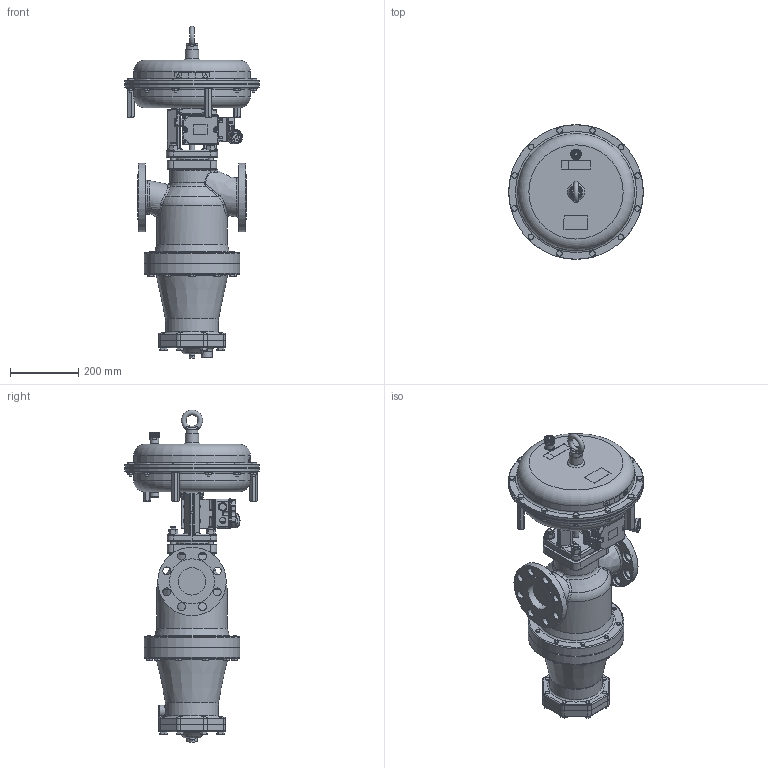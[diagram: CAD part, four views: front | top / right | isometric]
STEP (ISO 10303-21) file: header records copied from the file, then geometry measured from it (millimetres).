
FILE_DESCRIPTION(/* description */ (''),/* implementation_level */ '2;1');
FILE_NAME(/* name */ 'rcv20-080-jis20-00.stp',/* time_stamp */ '2025-01-15T12:56:35+09:00',/* author */ ('shibuya'),/* organization */ (''),/* preprocessor_version */ 'ST-DEVELOPER v18.1',/* originating_system */ 'Autodesk Inventor 2022',/* authorisation */ '');
FILE_SCHEMA (('AUTOMOTIVE_DESIGN { 1 0 10303 214 3 1 1 }'));
Products named in the file (1): 80A-CV-COS20_JIS20K_4004_Fix
Bounding box: 393.99 x 393.99 x 970.4 mm (x, y, z)
Volume: 33508691.5 mm3; surface area: 1412391.8 mm2
Topology: 1 solids, 1 shells, 3642 faces, 9065 edges, 5667 vertices
Faces by surface type: plane 1400, cylinder 821, cone 656, bspline 536, torus 202, sphere 27
Full cylindrical faces by diameter (mm): 1 x1, 1.5 x4, 1.72 x2, 2 x2, 4 x2, 4.4 x2, 4.5 x2, 7.2 x2, 8 x5, 8.16 x30, 8.4 x1, 8.57 x1, 8.6 x4, 9.5 x2, 10 x12, 10.5 x18, 12 x36, 14 x20, 15.95 x1, 16 x15, 17.475 x1, 18 x4, 20 x1, 21 x12, 22.9 x1, 23 x17, 24 x1, 25 x2, 30 x5, 30.7 x1
Entity records: 141761 total; most frequent: CARTESIAN_POINT 56023, ORIENTED_EDGE 18068, DIRECTION 16119, EDGE_CURVE 9034, AXIS2_PLACEMENT_3D 6299, VERTEX_POINT 5667, EDGE_LOOP 4075, STYLED_ITEM 3643
